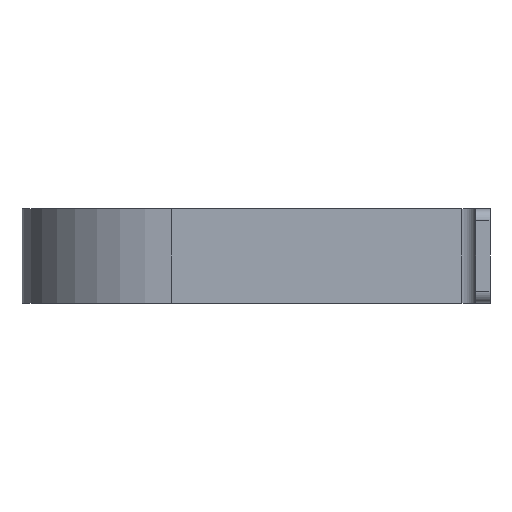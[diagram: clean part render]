
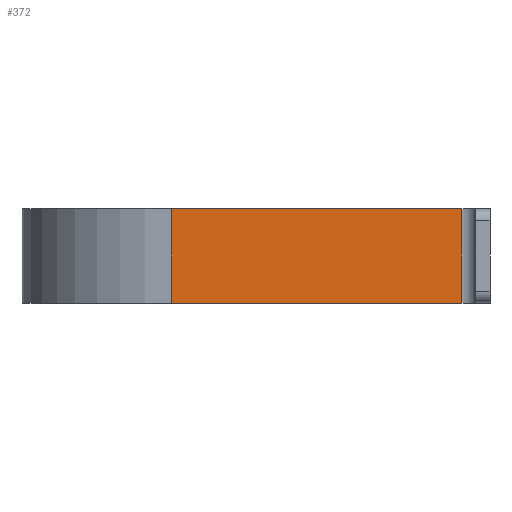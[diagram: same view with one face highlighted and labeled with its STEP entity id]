
A CAD part, left-side view. The second image highlights one B-rep face of the part: STEP entity #372.
In plain terms, the highlighted planar face has unit normal (-1, 0, 0).
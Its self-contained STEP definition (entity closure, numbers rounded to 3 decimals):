
#7 = CARTESIAN_POINT ( 'NONE',  ( -63.5, 141.5, 20. ) ) ;
#44 = CARTESIAN_POINT ( 'NONE',  ( -63.5, 141.5, 20. ) ) ;
#52 = CARTESIAN_POINT ( 'NONE',  ( -63.5, 18., 20. ) ) ;
#91 = LINE ( 'NONE', #695, #199 ) ;
#92 = EDGE_CURVE ( 'NONE', #331, #853, #91, .T. ) ;
#115 = VERTEX_POINT ( 'NONE', #7 ) ;
#122 = VECTOR ( 'NONE', #1056, 1000. ) ;
#140 = EDGE_CURVE ( 'NONE', #386, #331, #852, .T. ) ;
#141 = DIRECTION ( 'NONE',  ( -1., 0., 0. ) ) ;
#199 = VECTOR ( 'NONE', #944, 1000. ) ;
#202 = VECTOR ( 'NONE', #747, 1000. ) ;
#224 = CARTESIAN_POINT ( 'NONE',  ( -63.5, 6., 20. ) ) ;
#325 = CARTESIAN_POINT ( 'NONE',  ( -63.5, 6., 20. ) ) ;
#331 = VERTEX_POINT ( 'NONE', #370 ) ;
#351 = EDGE_CURVE ( 'NONE', #115, #853, #467, .T. ) ;
#370 = CARTESIAN_POINT ( 'NONE',  ( -63.5, 18., -20. ) ) ;
#372 = ADVANCED_FACE ( 'NONE', ( #966 ), #974, .T. ) ;
#386 = VERTEX_POINT ( 'NONE', #52 ) ;
#399 = ORIENTED_EDGE ( 'NONE', *, *, #140, .F. ) ;
#467 = LINE ( 'NONE', #44, #122 ) ;
#468 = ORIENTED_EDGE ( 'NONE', *, *, #351, .T. ) ;
#474 = ORIENTED_EDGE ( 'NONE', *, *, #92, .F. ) ;
#519 = DIRECTION ( 'NONE',  ( 0., 0., -1. ) ) ;
#530 = AXIS2_PLACEMENT_3D ( 'NONE', #325, #141, #1087 ) ;
#601 = CARTESIAN_POINT ( 'NONE',  ( -63.5, 18., 20. ) ) ;
#695 = CARTESIAN_POINT ( 'NONE',  ( -63.5, 6., -20. ) ) ;
#705 = ORIENTED_EDGE ( 'NONE', *, *, #869, .T. ) ;
#743 = CARTESIAN_POINT ( 'NONE',  ( -63.5, 141.5, -20. ) ) ;
#747 = DIRECTION ( 'NONE',  ( 0., 1., 0. ) ) ;
#852 = LINE ( 'NONE', #601, #1077 ) ;
#853 = VERTEX_POINT ( 'NONE', #743 ) ;
#869 = EDGE_CURVE ( 'NONE', #386, #115, #999, .T. ) ;
#944 = DIRECTION ( 'NONE',  ( 0., 1., 0. ) ) ;
#961 = EDGE_LOOP ( 'NONE', ( #474, #399, #705, #468 ) ) ;
#966 = FACE_OUTER_BOUND ( 'NONE', #961, .T. ) ;
#974 = PLANE ( 'NONE',  #530 ) ;
#999 = LINE ( 'NONE', #224, #202 ) ;
#1056 = DIRECTION ( 'NONE',  ( 0., 0., -1. ) ) ;
#1077 = VECTOR ( 'NONE', #519, 1000. ) ;
#1087 = DIRECTION ( 'NONE',  ( 0., 0., 1. ) ) ;
